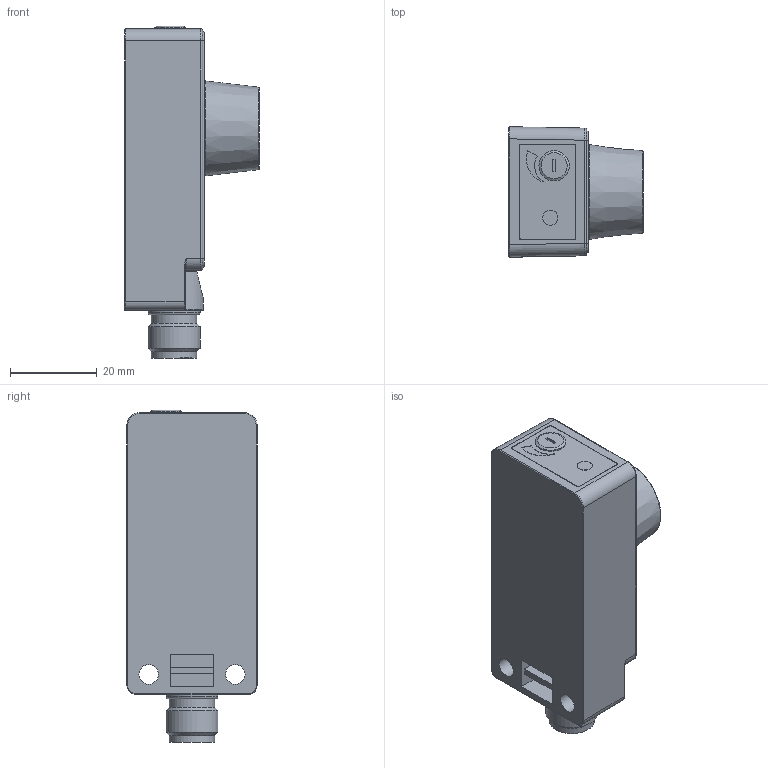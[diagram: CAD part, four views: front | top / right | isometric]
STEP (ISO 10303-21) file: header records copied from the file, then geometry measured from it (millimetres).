
FILE_DESCRIPTION(/* description */ (''),/* implementation_level */ '2;1');
FILE_NAME(/* name */ 'UR98A144.stp',/* time_stamp */ '2016-10-11T11:44:16+02:00',/* author */ ('mitarbeiter'),/* organization */ (''),/* preprocessor_version */ 'ST-DEVELOPER v15.2',/* originating_system */ 'Autodesk Inventor 2014',/* authorisation */ '');
FILE_SCHEMA (('AUTOMOTIVE_DESIGN { 1 0 10303 214 3 1 1 }'));
Length unit declared in the file: millimetre
Products named in the file (1): UR98A144
Bounding box: 31.1 x 30.02 x 76.65 mm (x, y, z)
Volume: 38569.7 mm3; surface area: 9203.4 mm2
Topology: 1 solids, 1 shells, 162 faces, 389 edges, 242 vertices
Faces by surface type: cylinder 62, plane 57, bspline 18, cone 13, torus 10, sphere 2
Full cylindrical faces by diameter (mm): 1 x4, 3.5 x1, 4.5 x2, 6.2 x1, 7 x1, 8.3 x1, 10.5 x2, 12 x2, 15.5 x1
Entity records: 6174 total; most frequent: CARTESIAN_POINT 2589, DIRECTION 781, ORIENTED_EDGE 674, EDGE_CURVE 337, AXIS2_PLACEMENT_3D 313, VERTEX_POINT 227, EDGE_LOOP 216, FACE_OUTER_BOUND 162
